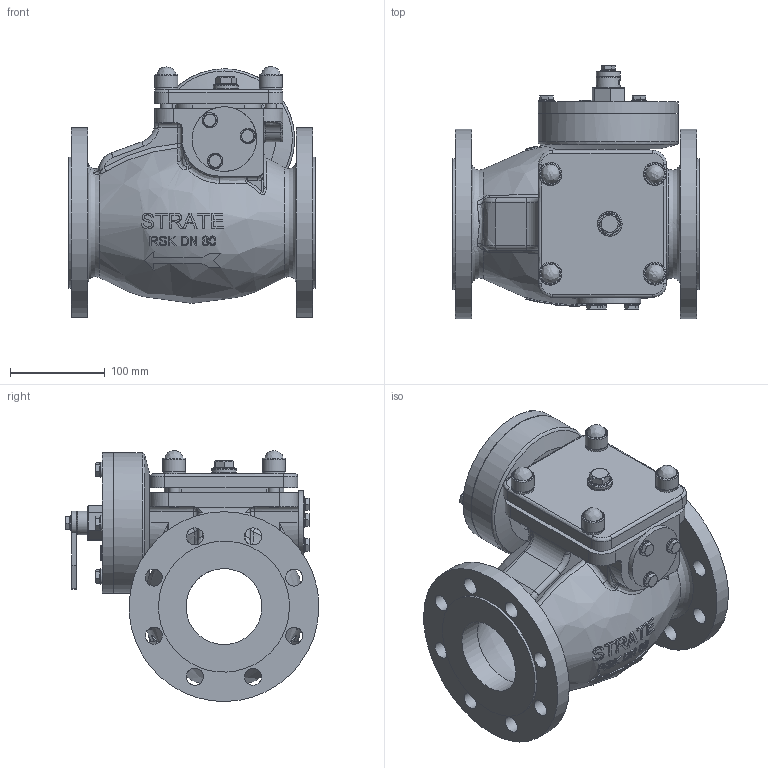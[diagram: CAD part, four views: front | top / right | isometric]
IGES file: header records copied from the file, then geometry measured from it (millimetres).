
Global section: file name: RSK DN 80 FT; native system: Autodesk Inventor 2018; preprocessor: unknown; author: A.Unrein; date: 20190603.124834; units: millimetre
Bounding box: 260 x 267.4 x 264.5 mm (x, y, z)
Volume: 3469561.8 mm3; surface area: 559018.5 mm2
Topology: 1 solids, 1 shells, 947 faces, 2397 edges, 1573 vertices
Faces by surface type: bspline 947
